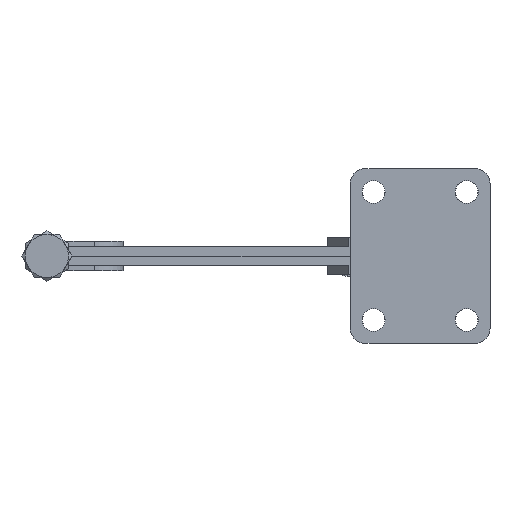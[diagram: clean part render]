
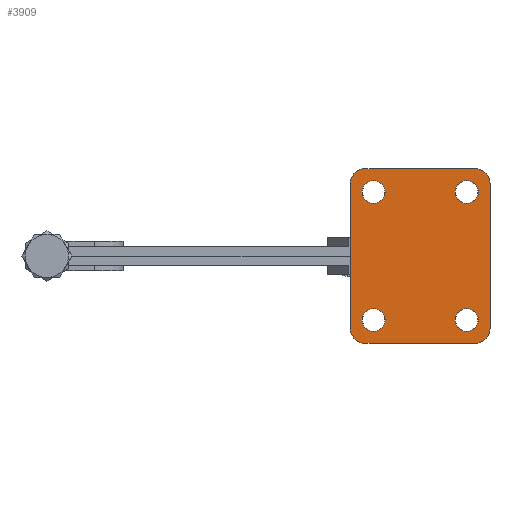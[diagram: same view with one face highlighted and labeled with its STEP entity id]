
A CAD part, front view. The second image highlights one B-rep face of the part: STEP entity #3909.
In plain terms, the highlighted planar face has unit normal (0, -1, 0).
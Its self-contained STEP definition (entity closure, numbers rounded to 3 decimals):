
#43 = VERTEX_POINT ( 'NONE', #33535 ) ;
#61 = VERTEX_POINT ( 'NONE', #33550 ) ;
#62 = VERTEX_POINT ( 'NONE', #33449 ) ;
#63 = VERTEX_POINT ( 'NONE', #33450 ) ;
#65 = VERTEX_POINT ( 'NONE', #33542 ) ;
#80 = VERTEX_POINT ( 'NONE', #33549 ) ;
#140 = VERTEX_POINT ( 'NONE', #33481 ) ;
#145 = VERTEX_POINT ( 'NONE', #33486 ) ;
#164 = VERTEX_POINT ( 'NONE', #33499 ) ;
#182 = VERTEX_POINT ( 'NONE', #33519 ) ;
#184 = VERTEX_POINT ( 'NONE', #33524 ) ;
#205 = VERTEX_POINT ( 'NONE', #33583 ) ;
#3909 = ADVANCED_FACE ( 'NONE', ( #29871, #29875, #29872, #29874, #29873 ), #15524, .F. ) ;
#4769 = EDGE_LOOP ( 'NONE', ( #36025, #34972 ) ) ;
#4771 = EDGE_LOOP ( 'NONE', ( #34970, #34968, #36101, #36057, #34982, #34980, #34978, #34976 ) ) ;
#4772 = EDGE_LOOP ( 'NONE', ( #34974, #34992 ) ) ;
#4773 = EDGE_LOOP ( 'NONE', ( #34994, #35967 ) ) ;
#4814 = EDGE_LOOP ( 'NONE', ( #34990, #34986 ) ) ;
#11420 = AXIS2_PLACEMENT_3D ( 'NONE', #19461, #19462, #19463 ) ;
#11422 = AXIS2_PLACEMENT_3D ( 'NONE', #19471, #19472, #19473 ) ;
#11424 = AXIS2_PLACEMENT_3D ( 'NONE', #19481, #19482, #19483 ) ;
#11426 = AXIS2_PLACEMENT_3D ( 'NONE', #19491, #19492, #19493 ) ;
#11435 = AXIS2_PLACEMENT_3D ( 'NONE', #19528, #19529, #19530 ) ;
#11436 = AXIS2_PLACEMENT_3D ( 'NONE', #19531, #19532, #19533 ) ;
#11437 = AXIS2_PLACEMENT_3D ( 'NONE', #19537, #19538, #19539 ) ;
#11438 = AXIS2_PLACEMENT_3D ( 'NONE', #19542, #19543, #19544 ) ;
#11439 = AXIS2_PLACEMENT_3D ( 'NONE', #19546, #19547, #19548 ) ;
#11440 = AXIS2_PLACEMENT_3D ( 'NONE', #19549, #19550, #19551 ) ;
#11441 = AXIS2_PLACEMENT_3D ( 'NONE', #19554, #19555, #19556 ) ;
#11442 = AXIS2_PLACEMENT_3D ( 'NONE', #19557, #19558, #19559 ) ;
#15517 = DIRECTION ( 'NONE',  ( 0., 0., 1. ) ) ;
#15524 = PLANE ( 'NONE',  #22231 ) ;
#15528 = CARTESIAN_POINT ( 'NONE',  ( 0., 0., 0. ) ) ;
#15534 = DIRECTION ( 'NONE',  ( 0., 1., 0. ) ) ;
#16010 = CIRCLE ( 'NONE', #11420, 6.25 ) ;
#16015 = CIRCLE ( 'NONE', #11422, 6.25 ) ;
#16021 = CIRCLE ( 'NONE', #11424, 6.25 ) ;
#16027 = CIRCLE ( 'NONE', #11426, 6.25 ) ;
#16034 = CIRCLE ( 'NONE', #11437, 8. ) ;
#16047 = CIRCLE ( 'NONE', #11435, 6.25 ) ;
#16048 = CIRCLE ( 'NONE', #11436, 6.25 ) ;
#16049 = LINE ( 'NONE', #19526, #16051 ) ;
#16050 = LINE ( 'NONE', #19536, #16054 ) ;
#16051 = VECTOR ( 'NONE', #19527, 1000. ) ;
#16052 = CIRCLE ( 'NONE', #11438, 8. ) ;
#16053 = CIRCLE ( 'NONE', #11439, 8. ) ;
#16054 = VECTOR ( 'NONE', #19534, 1000. ) ;
#16055 = LINE ( 'NONE', #19540, #16057 ) ;
#16056 = CIRCLE ( 'NONE', #11440, 8. ) ;
#16057 = VECTOR ( 'NONE', #19535, 1000. ) ;
#16058 = LINE ( 'NONE', #19545, #16060 ) ;
#16060 = VECTOR ( 'NONE', #19541, 1000. ) ;
#16061 = CIRCLE ( 'NONE', #11441, 6.25 ) ;
#16062 = CIRCLE ( 'NONE', #11442, 6.25 ) ;
#17191 = CARTESIAN_POINT ( 'NONE',  ( -24.111, 0., -59.442 ) ) ;
#17207 = CARTESIAN_POINT ( 'NONE',  ( 31.389, 0., -40.492 ) ) ;
#17216 = CARTESIAN_POINT ( 'NONE',  ( 44.089, 0., -51.442 ) ) ;
#17224 = CARTESIAN_POINT ( 'NONE',  ( 31.389, 0., -52.992 ) ) ;
#19461 = CARTESIAN_POINT ( 'NONE',  ( -19.411, 0., 23.058 ) ) ;
#19462 = DIRECTION ( 'NONE',  ( 0., 1., 0. ) ) ;
#19463 = DIRECTION ( 'NONE',  ( 0., 0., 1. ) ) ;
#19471 = CARTESIAN_POINT ( 'NONE',  ( 31.389, 0., 23.058 ) ) ;
#19472 = DIRECTION ( 'NONE',  ( 0., 1., 0. ) ) ;
#19473 = DIRECTION ( 'NONE',  ( 0., 0., 1. ) ) ;
#19481 = CARTESIAN_POINT ( 'NONE',  ( 31.389, 0., -46.742 ) ) ;
#19482 = DIRECTION ( 'NONE',  ( 0., 1., 0. ) ) ;
#19483 = DIRECTION ( 'NONE',  ( 0., 0., 1. ) ) ;
#19491 = CARTESIAN_POINT ( 'NONE',  ( -19.411, 0., -46.742 ) ) ;
#19492 = DIRECTION ( 'NONE',  ( 0., 1., 0. ) ) ;
#19493 = DIRECTION ( 'NONE',  ( 0., 0., 1. ) ) ;
#19526 = CARTESIAN_POINT ( 'NONE',  ( -32.111, 0., -59.442 ) ) ;
#19527 = DIRECTION ( 'NONE',  ( -1., 0., 0. ) ) ;
#19528 = CARTESIAN_POINT ( 'NONE',  ( 31.389, 0., 23.058 ) ) ;
#19529 = DIRECTION ( 'NONE',  ( 0., 1., 0. ) ) ;
#19530 = DIRECTION ( 'NONE',  ( 0., 0., 1. ) ) ;
#19531 = CARTESIAN_POINT ( 'NONE',  ( -19.411, 0., -46.742 ) ) ;
#19532 = DIRECTION ( 'NONE',  ( 0., 1., 0. ) ) ;
#19533 = DIRECTION ( 'NONE',  ( 0., 0., 1. ) ) ;
#19534 = DIRECTION ( 'NONE',  ( 0., 0., -1. ) ) ;
#19535 = DIRECTION ( 'NONE',  ( 1., 0., 0. ) ) ;
#19536 = CARTESIAN_POINT ( 'NONE',  ( 44.089, 0., -59.442 ) ) ;
#19537 = CARTESIAN_POINT ( 'NONE',  ( 36.089, 0., -51.442 ) ) ;
#19538 = DIRECTION ( 'NONE',  ( 0., -1., 0. ) ) ;
#19539 = DIRECTION ( 'NONE',  ( 0., 0., 1. ) ) ;
#19540 = CARTESIAN_POINT ( 'NONE',  ( -32.111, 0., 35.758 ) ) ;
#19541 = DIRECTION ( 'NONE',  ( 0., 0., 1. ) ) ;
#19542 = CARTESIAN_POINT ( 'NONE',  ( 36.089, 0., 27.758 ) ) ;
#19543 = DIRECTION ( 'NONE',  ( 0., -1., 0. ) ) ;
#19544 = DIRECTION ( 'NONE',  ( 0., 0., 1. ) ) ;
#19545 = CARTESIAN_POINT ( 'NONE',  ( -32.111, 0., -59.442 ) ) ;
#19546 = CARTESIAN_POINT ( 'NONE',  ( -24.111, 0., 27.758 ) ) ;
#19547 = DIRECTION ( 'NONE',  ( 0., -1., 0. ) ) ;
#19548 = DIRECTION ( 'NONE',  ( 0., 0., 1. ) ) ;
#19549 = CARTESIAN_POINT ( 'NONE',  ( -24.111, 0., -51.442 ) ) ;
#19550 = DIRECTION ( 'NONE',  ( 0., -1., 0. ) ) ;
#19551 = DIRECTION ( 'NONE',  ( 0., 0., 1. ) ) ;
#19554 = CARTESIAN_POINT ( 'NONE',  ( 31.389, 0., -46.742 ) ) ;
#19555 = DIRECTION ( 'NONE',  ( 0., 1., 0. ) ) ;
#19556 = DIRECTION ( 'NONE',  ( 0., 0., 1. ) ) ;
#19557 = CARTESIAN_POINT ( 'NONE',  ( -19.411, 0., 23.058 ) ) ;
#19558 = DIRECTION ( 'NONE',  ( 0., 1., 0. ) ) ;
#19559 = DIRECTION ( 'NONE',  ( 0., 0., 1. ) ) ;
#22231 = AXIS2_PLACEMENT_3D ( 'NONE', #15528, #15534, #15517 ) ;
#29871 = FACE_BOUND ( 'NONE', #4773, .T. ) ;
#29872 = FACE_OUTER_BOUND ( 'NONE', #4771, .T. ) ;
#29873 = FACE_BOUND ( 'NONE', #4814, .T. ) ;
#29874 = FACE_BOUND ( 'NONE', #4772, .T. ) ;
#29875 = FACE_BOUND ( 'NONE', #4769, .T. ) ;
#32934 = VERTEX_POINT ( 'NONE', #17191 ) ;
#33056 = VERTEX_POINT ( 'NONE', #17207 ) ;
#33064 = VERTEX_POINT ( 'NONE', #17216 ) ;
#33099 = VERTEX_POINT ( 'NONE', #17224 ) ;
#33449 = CARTESIAN_POINT ( 'NONE',  ( 44.089, 0., 27.758 ) ) ;
#33450 = CARTESIAN_POINT ( 'NONE',  ( 36.089, 0., -59.442 ) ) ;
#33481 = CARTESIAN_POINT ( 'NONE',  ( -19.411, 0., -52.992 ) ) ;
#33486 = CARTESIAN_POINT ( 'NONE',  ( -24.111, 0., 35.758 ) ) ;
#33499 = CARTESIAN_POINT ( 'NONE',  ( -19.411, 0., 16.808 ) ) ;
#33519 = CARTESIAN_POINT ( 'NONE',  ( 36.089, 0., 35.758 ) ) ;
#33524 = CARTESIAN_POINT ( 'NONE',  ( -32.111, 0., -51.442 ) ) ;
#33535 = CARTESIAN_POINT ( 'NONE',  ( -19.411, 0., 29.308 ) ) ;
#33542 = CARTESIAN_POINT ( 'NONE',  ( -19.411, 0., -40.492 ) ) ;
#33549 = CARTESIAN_POINT ( 'NONE',  ( 31.389, 0., 16.808 ) ) ;
#33550 = CARTESIAN_POINT ( 'NONE',  ( -32.111, 0., 27.758 ) ) ;
#33583 = CARTESIAN_POINT ( 'NONE',  ( 31.389, 0., 29.308 ) ) ;
#34968 = ORIENTED_EDGE ( 'NONE', *, *, #40291, .T. ) ;
#34970 = ORIENTED_EDGE ( 'NONE', *, *, #40290, .F. ) ;
#34972 = ORIENTED_EDGE ( 'NONE', *, *, #40289, .T. ) ;
#34974 = ORIENTED_EDGE ( 'NONE', *, *, #40270, .T. ) ;
#34976 = ORIENTED_EDGE ( 'NONE', *, *, #40297, .T. ) ;
#34978 = ORIENTED_EDGE ( 'NONE', *, *, #40296, .F. ) ;
#34980 = ORIENTED_EDGE ( 'NONE', *, *, #40295, .T. ) ;
#34982 = ORIENTED_EDGE ( 'NONE', *, *, #40294, .F. ) ;
#34986 = ORIENTED_EDGE ( 'NONE', *, *, #40299, .T. ) ;
#34990 = ORIENTED_EDGE ( 'NONE', *, *, #40262, .T. ) ;
#34992 = ORIENTED_EDGE ( 'NONE', *, *, #40298, .T. ) ;
#34994 = ORIENTED_EDGE ( 'NONE', *, *, #40266, .T. ) ;
#35967 = ORIENTED_EDGE ( 'NONE', *, *, #40288, .T. ) ;
#36025 = ORIENTED_EDGE ( 'NONE', *, *, #40274, .T. ) ;
#36057 = ORIENTED_EDGE ( 'NONE', *, *, #40293, .T. ) ;
#36101 = ORIENTED_EDGE ( 'NONE', *, *, #40292, .F. ) ;
#40262 = EDGE_CURVE ( 'NONE', #164, #43, #16010, .T. ) ;
#40266 = EDGE_CURVE ( 'NONE', #80, #205, #16015, .T. ) ;
#40270 = EDGE_CURVE ( 'NONE', #33099, #33056, #16021, .T. ) ;
#40274 = EDGE_CURVE ( 'NONE', #140, #65, #16027, .T. ) ;
#40288 = EDGE_CURVE ( 'NONE', #205, #80, #16047, .T. ) ;
#40289 = EDGE_CURVE ( 'NONE', #65, #140, #16048, .T. ) ;
#40290 = EDGE_CURVE ( 'NONE', #63, #32934, #16049, .T. ) ;
#40291 = EDGE_CURVE ( 'NONE', #63, #33064, #16034, .T. ) ;
#40292 = EDGE_CURVE ( 'NONE', #62, #33064, #16050, .T. ) ;
#40293 = EDGE_CURVE ( 'NONE', #62, #182, #16052, .T. ) ;
#40294 = EDGE_CURVE ( 'NONE', #145, #182, #16055, .T. ) ;
#40295 = EDGE_CURVE ( 'NONE', #145, #61, #16053, .T. ) ;
#40296 = EDGE_CURVE ( 'NONE', #184, #61, #16058, .T. ) ;
#40297 = EDGE_CURVE ( 'NONE', #184, #32934, #16056, .T. ) ;
#40298 = EDGE_CURVE ( 'NONE', #33056, #33099, #16061, .T. ) ;
#40299 = EDGE_CURVE ( 'NONE', #43, #164, #16062, .T. ) ;
